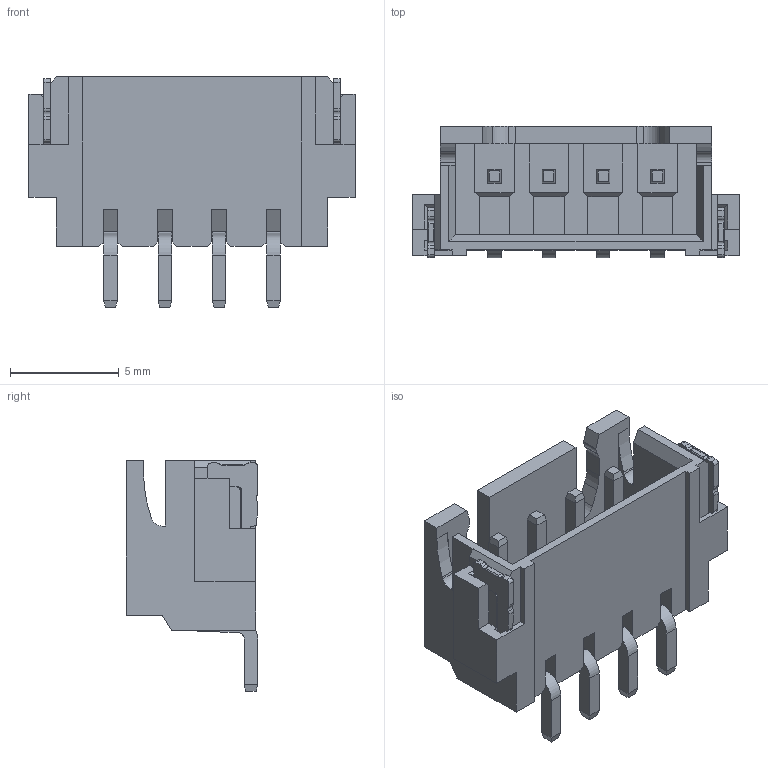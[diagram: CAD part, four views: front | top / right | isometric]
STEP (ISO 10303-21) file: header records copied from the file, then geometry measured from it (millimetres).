
FILE_DESCRIPTION((''),'2;1');
FILE_NAME('250-WTB-M-RA-SMT-CONN-4P','2020-07-06T',('Administrator'),(''),'PRO/ENGINEER BY PARAMETRIC TECHNOLOGY CORPORATION, 2009440','PRO/ENGINEER BY PARAMETRIC TECHNOLOGY CORPORATION, 2009440','');
FILE_SCHEMA(('CONFIG_CONTROL_DESIGN'));
Length unit declared in the file: millimetre
Products named in the file (1): 250-WTB-M-RA-SMT-CONN-4P
Bounding box: 15 x 6.05 x 10.6 mm (x, y, z)
Volume: 292.6 mm3; surface area: 806.2 mm2
Topology: 1 solids, 1 shells, 433 faces, 1218 edges, 789 vertices
Faces by surface type: plane 361, cylinder 72
Entity records: 13802 total; most frequent: CARTESIAN_POINT 2468, ORIENTED_EDGE 2436, DIRECTION 2224, EDGE_CURVE 1218, VECTOR 1062, LINE 1062, VERTEX_POINT 789, AXIS2_PLACEMENT_3D 581
